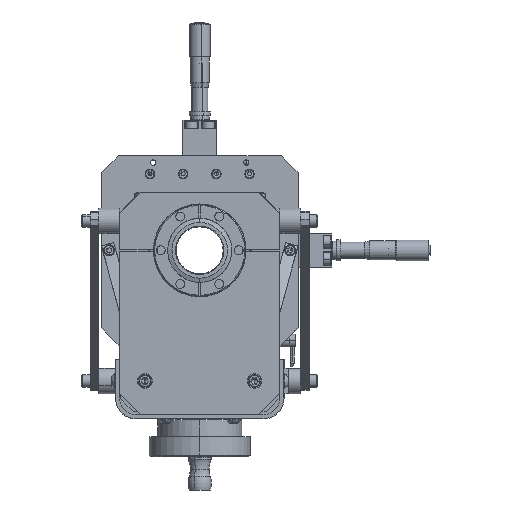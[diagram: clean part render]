
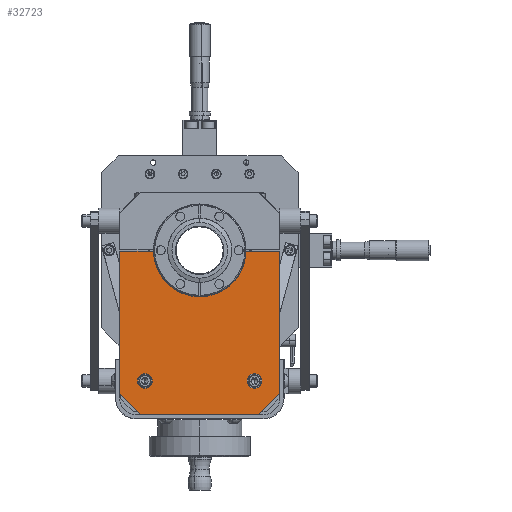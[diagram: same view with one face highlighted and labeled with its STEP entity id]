
A CAD part, front view. The second image highlights one B-rep face of the part: STEP entity #32723.
In plain terms, the highlighted planar face has unit normal (0, -1, 0).
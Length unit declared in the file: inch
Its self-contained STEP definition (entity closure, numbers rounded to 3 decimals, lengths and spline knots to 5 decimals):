
#19 = CARTESIAN_POINT ( 'NONE',  ( 2.375, 0.02, -4.25 ) ) ;
#467 = DIRECTION ( 'NONE',  ( -1., 0., 0. ) ) ;
#814 = EDGE_CURVE ( 'NONE', #23513, #60825, #60535, .T. ) ;
#995 = CIRCLE ( 'NONE', #5065, 0.21875 ) ;
#1214 = DIRECTION ( 'NONE',  ( -1., 0., 0. ) ) ;
#2472 = AXIS2_PLACEMENT_3D ( 'NONE', #16129, #41225, #1214 ) ;
#3800 = EDGE_CURVE ( 'NONE', #48248, #56680, #24460, .T. ) ;
#4118 = DIRECTION ( 'NONE',  ( -1., 0., 0. ) ) ;
#4437 = LINE ( 'NONE', #48880, #53750 ) ;
#5065 = AXIS2_PLACEMENT_3D ( 'NONE', #56883, #36880, #56271 ) ;
#5097 = LINE ( 'NONE', #19, #24156 ) ;
#5545 = CARTESIAN_POINT ( 'NONE',  ( 2.375, 0.02, -4.25 ) ) ;
#5786 = CARTESIAN_POINT ( 'NONE',  ( 1.75, 0.02, -4.875 ) ) ;
#6513 = CARTESIAN_POINT ( 'NONE',  ( 1.84375, 0.02, -3.875 ) ) ;
#7472 = AXIS2_PLACEMENT_3D ( 'NONE', #34245, #20580, #59379 ) ;
#7625 = EDGE_CURVE ( 'NONE', #60825, #23513, #34865, .T. ) ;
#8166 = CARTESIAN_POINT ( 'NONE',  ( 2.375, 0.02, -0.02 ) ) ;
#9170 = EDGE_CURVE ( 'NONE', #31451, #48248, #44357, .T. ) ;
#9301 = ORIENTED_EDGE ( 'NONE', *, *, #9170, .F. ) ;
#9817 = DIRECTION ( 'NONE',  ( 1., 0., 0. ) ) ;
#10855 = ORIENTED_EDGE ( 'NONE', *, *, #17559, .F. ) ;
#10904 = EDGE_LOOP ( 'NONE', ( #25077, #39203, #9301, #59623, #14316, #18944, #55439, #14128 ) ) ;
#11421 = CARTESIAN_POINT ( 'NONE',  ( 1.40625, 0.02, -3.875 ) ) ;
#11451 = VERTEX_POINT ( 'NONE', #34201 ) ;
#11593 = CIRCLE ( 'NONE', #2472, 0.21875 ) ;
#12431 = ORIENTED_EDGE ( 'NONE', *, *, #56517, .F. ) ;
#12914 = CARTESIAN_POINT ( 'NONE',  ( -2.375, 0.02, -0.02 ) ) ;
#13720 = VECTOR ( 'NONE', #467, 39.37008 ) ;
#14128 = ORIENTED_EDGE ( 'NONE', *, *, #30800, .F. ) ;
#14316 = ORIENTED_EDGE ( 'NONE', *, *, #28886, .F. ) ;
#14719 = VERTEX_POINT ( 'NONE', #16289 ) ;
#15097 = CARTESIAN_POINT ( 'NONE',  ( -1.37485, 0.02, -0.02 ) ) ;
#16129 = CARTESIAN_POINT ( 'NONE',  ( -1.625, 0.02, -3.875 ) ) ;
#16289 = CARTESIAN_POINT ( 'NONE',  ( -1.40625, 0.02, -3.875 ) ) ;
#17243 = CARTESIAN_POINT ( 'NONE',  ( -1.75, 0.02, -4.875 ) ) ;
#17559 = EDGE_CURVE ( 'NONE', #11451, #14719, #995, .T. ) ;
#18944 = ORIENTED_EDGE ( 'NONE', *, *, #44718, .F. ) ;
#19320 = CIRCLE ( 'NONE', #31492, 1.375 ) ;
#20378 = FACE_BOUND ( 'NONE', #34187, .T. ) ;
#20580 = DIRECTION ( 'NONE',  ( 0., -1., 0. ) ) ;
#20719 = CARTESIAN_POINT ( 'NONE',  ( 1.625, 0.02, -3.875 ) ) ;
#21068 = VECTOR ( 'NONE', #34503, 39.37008 ) ;
#23335 = CARTESIAN_POINT ( 'NONE',  ( -1.75, 0.02, -4.875 ) ) ;
#23513 = VERTEX_POINT ( 'NONE', #6513 ) ;
#24056 = VECTOR ( 'NONE', #24788, 39.37008 ) ;
#24156 = VECTOR ( 'NONE', #24447, 39.37008 ) ;
#24365 = CARTESIAN_POINT ( 'NONE',  ( 2.375, 0.02, -0.02 ) ) ;
#24447 = DIRECTION ( 'NONE',  ( -0.707, 0., -0.707 ) ) ;
#24460 = LINE ( 'NONE', #39732, #24056 ) ;
#24490 = PLANE ( 'NONE',  #27669 ) ;
#24788 = DIRECTION ( 'NONE',  ( 0., 0., 1. ) ) ;
#25077 = ORIENTED_EDGE ( 'NONE', *, *, #42242, .F. ) ;
#26561 = EDGE_LOOP ( 'NONE', ( #36912, #53634 ) ) ;
#27301 = DIRECTION ( 'NONE',  ( 0., -1., 0. ) ) ;
#27669 = AXIS2_PLACEMENT_3D ( 'NONE', #29575, #43895, #43585 ) ;
#28886 = EDGE_CURVE ( 'NONE', #35563, #43559, #5097, .T. ) ;
#29575 = CARTESIAN_POINT ( 'NONE',  ( -2.375, 0.02, 1.725 ) ) ;
#30800 = EDGE_CURVE ( 'NONE', #52718, #35527, #19320, .T. ) ;
#31451 = VERTEX_POINT ( 'NONE', #17243 ) ;
#31492 = AXIS2_PLACEMENT_3D ( 'NONE', #61645, #27301, #4118 ) ;
#32723 = ADVANCED_FACE ( 'NONE', ( #59165, #20378, #59482 ), #24490, .T. ) ;
#33835 = EDGE_CURVE ( 'NONE', #35527, #52256, #61561, .T. ) ;
#33877 = CARTESIAN_POINT ( 'NONE',  ( -2.375, 0.02, -4.25 ) ) ;
#34187 = EDGE_LOOP ( 'NONE', ( #10855, #12431 ) ) ;
#34201 = CARTESIAN_POINT ( 'NONE',  ( -1.84375, 0.02, -3.875 ) ) ;
#34245 = CARTESIAN_POINT ( 'NONE',  ( 1.625, 0.02, -3.875 ) ) ;
#34503 = DIRECTION ( 'NONE',  ( -0.707, 0., 0.707 ) ) ;
#34865 = CIRCLE ( 'NONE', #7472, 0.21875 ) ;
#35527 = VERTEX_POINT ( 'NONE', #39849 ) ;
#35563 = VERTEX_POINT ( 'NONE', #5545 ) ;
#35839 = DIRECTION ( 'NONE',  ( 0., 0., -1. ) ) ;
#36281 = DIRECTION ( 'NONE',  ( -1., 0., 0. ) ) ;
#36880 = DIRECTION ( 'NONE',  ( 0., -1., 0. ) ) ;
#36912 = ORIENTED_EDGE ( 'NONE', *, *, #7625, .F. ) ;
#39203 = ORIENTED_EDGE ( 'NONE', *, *, #3800, .F. ) ;
#39732 = CARTESIAN_POINT ( 'NONE',  ( -2.375, 0.02, 1.1 ) ) ;
#39849 = CARTESIAN_POINT ( 'NONE',  ( 1.37485, 0.02, -0.02 ) ) ;
#41225 = DIRECTION ( 'NONE',  ( 0., -1., 0. ) ) ;
#42242 = EDGE_CURVE ( 'NONE', #56680, #52718, #4437, .T. ) ;
#43022 = VECTOR ( 'NONE', #52340, 39.37008 ) ;
#43559 = VERTEX_POINT ( 'NONE', #5786 ) ;
#43585 = DIRECTION ( 'NONE',  ( -1., 0., 0. ) ) ;
#43895 = DIRECTION ( 'NONE',  ( 0., -1., 0. ) ) ;
#44357 = LINE ( 'NONE', #33877, #21068 ) ;
#44718 = EDGE_CURVE ( 'NONE', #52256, #35563, #59060, .T. ) ;
#44751 = CARTESIAN_POINT ( 'NONE',  ( 2.375, 0.02, 1.1 ) ) ;
#47311 = AXIS2_PLACEMENT_3D ( 'NONE', #20719, #60449, #36281 ) ;
#48130 = LINE ( 'NONE', #23335, #13720 ) ;
#48248 = VERTEX_POINT ( 'NONE', #49317 ) ;
#48880 = CARTESIAN_POINT ( 'NONE',  ( 2.375, 0.02, -0.02 ) ) ;
#49317 = CARTESIAN_POINT ( 'NONE',  ( -2.375, 0.02, -4.25 ) ) ;
#49726 = EDGE_CURVE ( 'NONE', #43559, #31451, #48130, .T. ) ;
#52256 = VERTEX_POINT ( 'NONE', #24365 ) ;
#52340 = DIRECTION ( 'NONE',  ( 1., 0., 0. ) ) ;
#52718 = VERTEX_POINT ( 'NONE', #15097 ) ;
#53634 = ORIENTED_EDGE ( 'NONE', *, *, #814, .F. ) ;
#53750 = VECTOR ( 'NONE', #9817, 39.37008 ) ;
#55439 = ORIENTED_EDGE ( 'NONE', *, *, #33835, .F. ) ;
#56271 = DIRECTION ( 'NONE',  ( -1., 0., 0. ) ) ;
#56517 = EDGE_CURVE ( 'NONE', #14719, #11451, #11593, .T. ) ;
#56680 = VERTEX_POINT ( 'NONE', #12914 ) ;
#56883 = CARTESIAN_POINT ( 'NONE',  ( -1.625, 0.02, -3.875 ) ) ;
#59060 = LINE ( 'NONE', #44751, #59979 ) ;
#59165 = FACE_OUTER_BOUND ( 'NONE', #10904, .T. ) ;
#59379 = DIRECTION ( 'NONE',  ( -1., 0., 0. ) ) ;
#59482 = FACE_BOUND ( 'NONE', #26561, .T. ) ;
#59623 = ORIENTED_EDGE ( 'NONE', *, *, #49726, .F. ) ;
#59979 = VECTOR ( 'NONE', #35839, 39.37008 ) ;
#60449 = DIRECTION ( 'NONE',  ( 0., -1., 0. ) ) ;
#60535 = CIRCLE ( 'NONE', #47311, 0.21875 ) ;
#60825 = VERTEX_POINT ( 'NONE', #11421 ) ;
#61561 = LINE ( 'NONE', #8166, #43022 ) ;
#61645 = CARTESIAN_POINT ( 'NONE',  ( 0., 0.02, 0. ) ) ;
